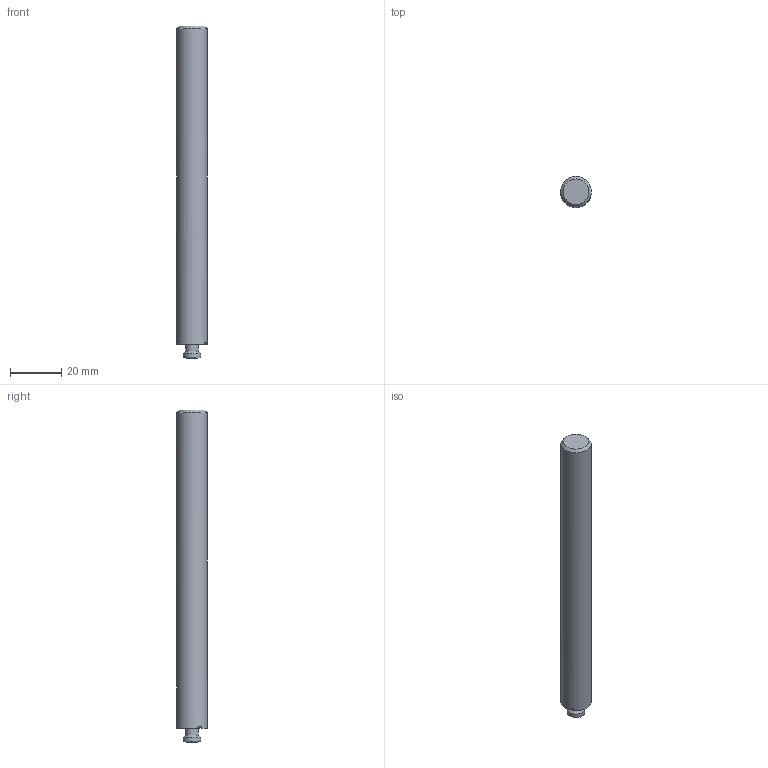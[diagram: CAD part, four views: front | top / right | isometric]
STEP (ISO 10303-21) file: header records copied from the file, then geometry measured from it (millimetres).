
FILE_DESCRIPTION(/* description */ (''),/* implementation_level */ '2;1');
FILE_NAME(/* name */ '335.14-1212.0-060-130-E_Basic.stp',/* time_stamp */ '2024-07-30T14:19:11+06:00',/* author */ (''),/* organization */ (''),/* preprocessor_version */ 'ST-DEVELOPER v16.7',/* originating_system */ 'SIEMENS PLM Software NX 12.0',/* authorisation */ '');
FILE_SCHEMA (('AUTOMOTIVE_DESIGN { 1 0 10303 214 3 1 1 1 }'));
Length unit declared in the file: millimetre
Products named in the file (1): inpu36DC0CE6f184
Bounding box: 11.99 x 11.99 x 129.57 mm (x, y, z)
Volume: 14135 mm3; surface area: 5036.7 mm2
Topology: 1 solids, 1 shells, 39 faces, 108 edges, 74 vertices
Faces by surface type: plane 20, cylinder 16, cone 2, bspline 1
Full cylindrical faces by diameter (mm): 5 x1, 6.85 x1, 11.995 x1
Entity records: 1355 total; most frequent: CARTESIAN_POINT 310, DIRECTION 231, ORIENTED_EDGE 196, AXIS2_PLACEMENT_3D 103, EDGE_CURVE 98, VERTEX_POINT 67, CIRCLE 55, EDGE_LOOP 45
